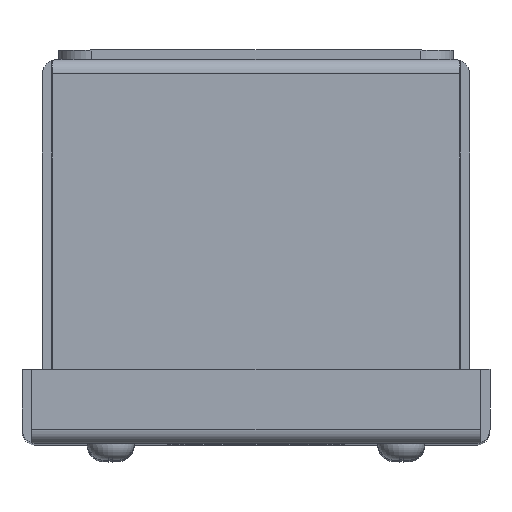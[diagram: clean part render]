
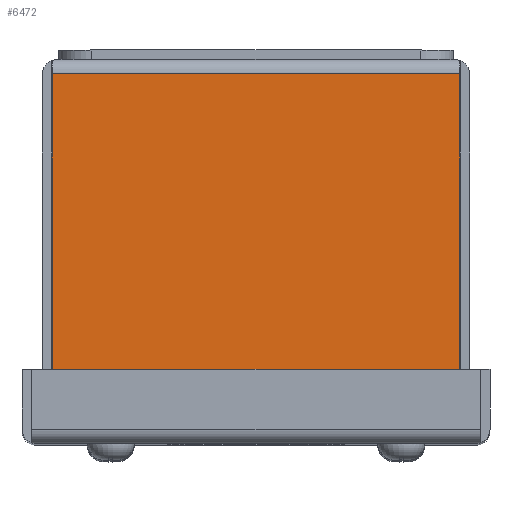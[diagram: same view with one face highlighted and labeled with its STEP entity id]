
A CAD part, top view. The second image highlights one B-rep face of the part: STEP entity #6472.
In plain terms, the highlighted planar face has unit normal (0, 0, 1).
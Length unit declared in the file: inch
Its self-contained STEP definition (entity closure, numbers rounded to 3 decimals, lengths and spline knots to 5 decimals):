
#327 = CARTESIAN_POINT ( 'NONE',  ( -1.55221, 0., 4. ) ) ;
#336 = CARTESIAN_POINT ( 'NONE',  ( 10.781, 0., 4. ) ) ;
#1196 = AXIS2_PLACEMENT_3D ( 'NONE', #336, #11858, #10400 ) ;
#2045 = LINE ( 'NONE', #4990, #18054 ) ;
#2277 = LINE ( 'NONE', #327, #14551 ) ;
#2618 = DIRECTION ( 'NONE',  ( -1., 0., 0. ) ) ;
#3702 = CARTESIAN_POINT ( 'NONE',  ( -1.517, -0.108, 4. ) ) ;
#4142 = CARTESIAN_POINT ( 'NONE',  ( -1.55221, -2.642, 4. ) ) ;
#4770 = EDGE_CURVE ( 'NONE', #13608, #14900, #10035, .T. ) ;
#4990 = CARTESIAN_POINT ( 'NONE',  ( 1.55221, -1.375, 4. ) ) ;
#6472 = ADVANCED_FACE ( 'NONE', ( #15079 ), #16648, .F. ) ;
#6586 = CARTESIAN_POINT ( 'NONE',  ( 1.55221, -2.642, 4. ) ) ;
#6649 = VERTEX_POINT ( 'NONE', #9707 ) ;
#9107 = EDGE_LOOP ( 'NONE', ( #19079, #13784, #11846, #11357 ) ) ;
#9707 = CARTESIAN_POINT ( 'NONE',  ( 1.55221, -0.108, 4. ) ) ;
#9845 = DIRECTION ( 'NONE',  ( 1., 0., 0. ) ) ;
#9943 = LINE ( 'NONE', #3702, #12754 ) ;
#10035 = LINE ( 'NONE', #12869, #10480 ) ;
#10400 = DIRECTION ( 'NONE',  ( -1., 0., 0. ) ) ;
#10480 = VECTOR ( 'NONE', #2618, 39.37008 ) ;
#10932 = DIRECTION ( 'NONE',  ( 0., 1., 0. ) ) ;
#11357 = ORIENTED_EDGE ( 'NONE', *, *, #14803, .F. ) ;
#11846 = ORIENTED_EDGE ( 'NONE', *, *, #19030, .F. ) ;
#11858 = DIRECTION ( 'NONE',  ( 0., 0., -1. ) ) ;
#12231 = DIRECTION ( 'NONE',  ( 0., 1., 0. ) ) ;
#12656 = CARTESIAN_POINT ( 'NONE',  ( -1.55221, -0.108, 4. ) ) ;
#12754 = VECTOR ( 'NONE', #9845, 39.37008 ) ;
#12869 = CARTESIAN_POINT ( 'NONE',  ( 10.781, -2.642, 4. ) ) ;
#13608 = VERTEX_POINT ( 'NONE', #6586 ) ;
#13784 = ORIENTED_EDGE ( 'NONE', *, *, #16369, .T. ) ;
#14551 = VECTOR ( 'NONE', #12231, 39.37008 ) ;
#14803 = EDGE_CURVE ( 'NONE', #14900, #16869, #2277, .T. ) ;
#14900 = VERTEX_POINT ( 'NONE', #4142 ) ;
#15079 = FACE_OUTER_BOUND ( 'NONE', #9107, .T. ) ;
#16369 = EDGE_CURVE ( 'NONE', #13608, #6649, #2045, .T. ) ;
#16648 = PLANE ( 'NONE',  #1196 ) ;
#16869 = VERTEX_POINT ( 'NONE', #12656 ) ;
#18054 = VECTOR ( 'NONE', #10932, 39.37008 ) ;
#19030 = EDGE_CURVE ( 'NONE', #16869, #6649, #9943, .T. ) ;
#19079 = ORIENTED_EDGE ( 'NONE', *, *, #4770, .F. ) ;
